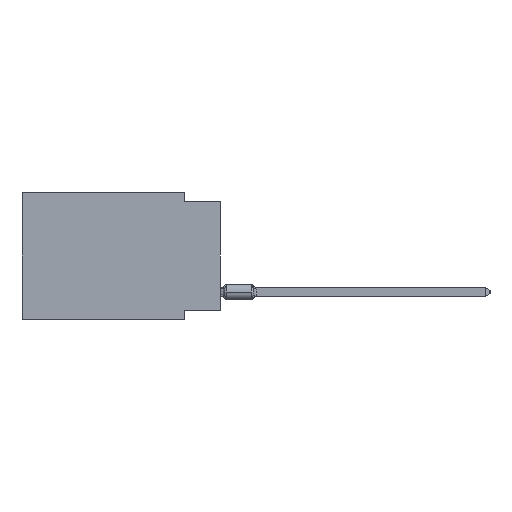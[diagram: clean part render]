
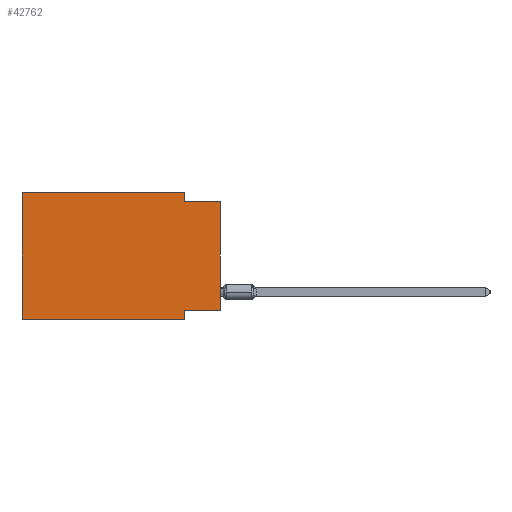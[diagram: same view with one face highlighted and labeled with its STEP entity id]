
A CAD part, left-side view. The second image highlights one B-rep face of the part: STEP entity #42762.
In plain terms, the highlighted planar face has unit normal (-1, 0, 0).
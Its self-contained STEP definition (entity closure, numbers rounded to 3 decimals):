
#223 = VECTOR ( 'NONE', #36670, 1000. ) ;
#889 = ORIENTED_EDGE ( 'NONE', *, *, #4565, .T. ) ;
#2102 = CARTESIAN_POINT ( 'NONE',  ( 0., 13.97, 0. ) ) ;
#3575 = CARTESIAN_POINT ( 'NONE',  ( 0., 13.97, -8.89 ) ) ;
#4112 = CARTESIAN_POINT ( 'NONE',  ( 0., 2.54, -8.89 ) ) ;
#4244 = DIRECTION ( 'NONE',  ( 0., -1., 0. ) ) ;
#4565 = EDGE_CURVE ( 'NONE', #18741, #27294, #48785, .T. ) ;
#6517 = CARTESIAN_POINT ( 'NONE',  ( 0., 0., -8.255 ) ) ;
#6757 = CARTESIAN_POINT ( 'NONE',  ( 0., 0., -8.255 ) ) ;
#7931 = LINE ( 'NONE', #19773, #19176 ) ;
#8201 = LINE ( 'NONE', #40296, #37957 ) ;
#9469 = VECTOR ( 'NONE', #14234, 1000. ) ;
#10703 = AXIS2_PLACEMENT_3D ( 'NONE', #17286, #12538, #41216 ) ;
#10834 = CARTESIAN_POINT ( 'NONE',  ( 0., 0., -0.635 ) ) ;
#11108 = EDGE_CURVE ( 'NONE', #44024, #20286, #38189, .T. ) ;
#11300 = CARTESIAN_POINT ( 'NONE',  ( 0., 2.54, -8.255 ) ) ;
#12538 = DIRECTION ( 'NONE',  ( 1., 0., 0. ) ) ;
#14234 = DIRECTION ( 'NONE',  ( 0., 0., 1. ) ) ;
#15313 = DIRECTION ( 'NONE',  ( 0., 0., -1. ) ) ;
#17032 = FACE_OUTER_BOUND ( 'NONE', #21780, .T. ) ;
#17286 = CARTESIAN_POINT ( 'NONE',  ( 0., 13.97, 0. ) ) ;
#18741 = VERTEX_POINT ( 'NONE', #6757 ) ;
#18917 = EDGE_CURVE ( 'NONE', #44024, #21807, #31493, .T. ) ;
#18953 = CARTESIAN_POINT ( 'NONE',  ( 0., 2.54, -8.89 ) ) ;
#19176 = VECTOR ( 'NONE', #15313, 1000. ) ;
#19646 = CARTESIAN_POINT ( 'NONE',  ( 0., 2.54, 0. ) ) ;
#19773 = CARTESIAN_POINT ( 'NONE',  ( 0., 2.54, 0. ) ) ;
#19996 = VERTEX_POINT ( 'NONE', #11300 ) ;
#20286 = VERTEX_POINT ( 'NONE', #40024 ) ;
#21780 = EDGE_LOOP ( 'NONE', ( #889, #22898, #26507, #50464, #51779, #23959, #38865, #42654 ) ) ;
#21807 = VERTEX_POINT ( 'NONE', #18953 ) ;
#21887 = LINE ( 'NONE', #38205, #48269 ) ;
#22898 = ORIENTED_EDGE ( 'NONE', *, *, #45024, .F. ) ;
#23809 = CARTESIAN_POINT ( 'NONE',  ( 0., 2.54, -0.635 ) ) ;
#23959 = ORIENTED_EDGE ( 'NONE', *, *, #18917, .T. ) ;
#24284 = VECTOR ( 'NONE', #48859, 1000. ) ;
#25471 = EDGE_CURVE ( 'NONE', #47553, #50739, #7931, .T. ) ;
#26507 = ORIENTED_EDGE ( 'NONE', *, *, #25471, .F. ) ;
#27294 = VERTEX_POINT ( 'NONE', #10834 ) ;
#27829 = LINE ( 'NONE', #4112, #24284 ) ;
#29799 = DIRECTION ( 'NONE',  ( 0., -1., 0. ) ) ;
#30221 = LINE ( 'NONE', #6517, #46107 ) ;
#31493 = LINE ( 'NONE', #3575, #32705 ) ;
#32705 = VECTOR ( 'NONE', #47548, 1000. ) ;
#34933 = DIRECTION ( 'NONE',  ( 0., 1., 0. ) ) ;
#36670 = DIRECTION ( 'NONE',  ( 0., 0., 1. ) ) ;
#37957 = VECTOR ( 'NONE', #4244, 1000. ) ;
#38189 = LINE ( 'NONE', #2102, #9469 ) ;
#38205 = CARTESIAN_POINT ( 'NONE',  ( 0., 0., -0.635 ) ) ;
#38865 = ORIENTED_EDGE ( 'NONE', *, *, #39523, .F. ) ;
#39523 = EDGE_CURVE ( 'NONE', #19996, #21807, #27829, .T. ) ;
#40024 = CARTESIAN_POINT ( 'NONE',  ( 0., 13.97, 0. ) ) ;
#40296 = CARTESIAN_POINT ( 'NONE',  ( 0., 13.97, 0. ) ) ;
#41216 = DIRECTION ( 'NONE',  ( 0., 0., -1. ) ) ;
#42654 = ORIENTED_EDGE ( 'NONE', *, *, #43284, .F. ) ;
#42762 = ADVANCED_FACE ( 'NONE', ( #17032 ), #45717, .F. ) ;
#43284 = EDGE_CURVE ( 'NONE', #18741, #19996, #30221, .T. ) ;
#44024 = VERTEX_POINT ( 'NONE', #47831 ) ;
#45024 = EDGE_CURVE ( 'NONE', #50739, #27294, #21887, .T. ) ;
#45717 = PLANE ( 'NONE',  #10703 ) ;
#46107 = VECTOR ( 'NONE', #34933, 1000. ) ;
#47548 = DIRECTION ( 'NONE',  ( 0., -1., 0. ) ) ;
#47553 = VERTEX_POINT ( 'NONE', #19646 ) ;
#47831 = CARTESIAN_POINT ( 'NONE',  ( 0., 13.97, -8.89 ) ) ;
#48269 = VECTOR ( 'NONE', #29799, 1000. ) ;
#48282 = CARTESIAN_POINT ( 'NONE',  ( 0., 0., 0. ) ) ;
#48785 = LINE ( 'NONE', #48282, #223 ) ;
#48859 = DIRECTION ( 'NONE',  ( 0., 0., -1. ) ) ;
#49541 = EDGE_CURVE ( 'NONE', #20286, #47553, #8201, .T. ) ;
#50464 = ORIENTED_EDGE ( 'NONE', *, *, #49541, .F. ) ;
#50739 = VERTEX_POINT ( 'NONE', #23809 ) ;
#51779 = ORIENTED_EDGE ( 'NONE', *, *, #11108, .F. ) ;
